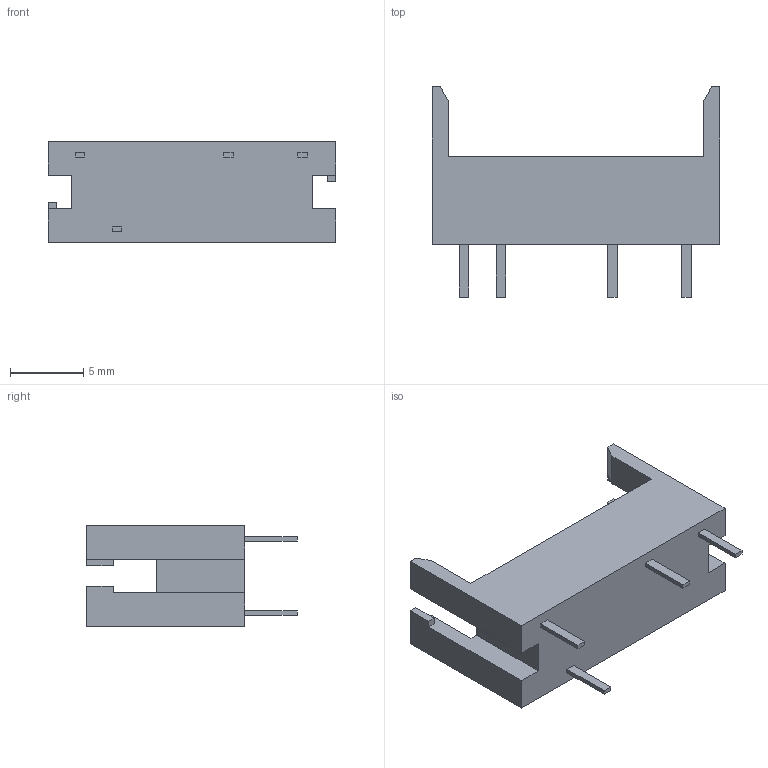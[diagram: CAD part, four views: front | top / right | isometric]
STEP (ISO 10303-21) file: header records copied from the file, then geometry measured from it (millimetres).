
FILE_DESCRIPTION(('STEP AP214'),'1');
FILE_NAME('p6d-04p.stp','2017-10-06T03:04:15',('TraceParts'),('TraceParts S.A.'),'Spatial InterOp 3D',' ',' ');
FILE_SCHEMA(('automotive_design'));
Length unit declared in the file: millimetre
Products named in the file (1): p6d-04p
Bounding box: 19.7 x 14.4 x 6.9 mm (x, y, z)
Volume: 527.9 mm3; surface area: 1119.3 mm2
Topology: 1 solids, 1 shells, 93 faces, 244 edges, 162 vertices
Faces by surface type: plane 93
Entity records: 2978 total; most frequent: CARTESIAN_POINT 500, ORIENTED_EDGE 488, DIRECTION 432, EDGE_CURVE 244, LINE 244, VECTOR 244, VERTEX_POINT 162, EDGE_LOOP 102
